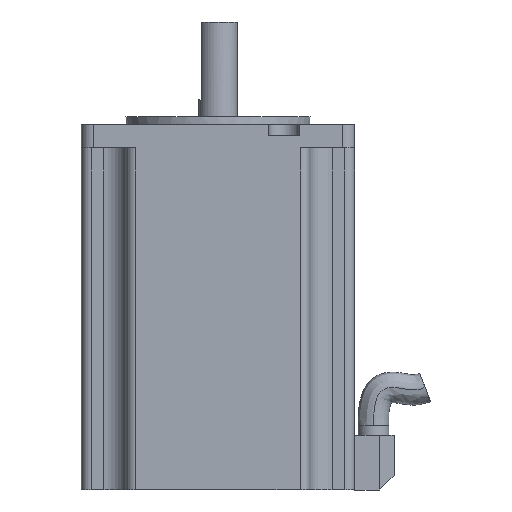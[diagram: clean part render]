
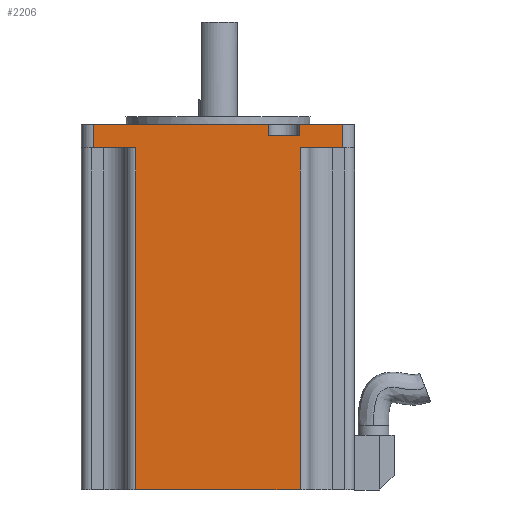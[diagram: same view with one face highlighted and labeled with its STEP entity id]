
A CAD part, left-side view. The second image highlights one B-rep face of the part: STEP entity #2206.
In plain terms, the highlighted planar face has unit normal (-1, 0, 0).
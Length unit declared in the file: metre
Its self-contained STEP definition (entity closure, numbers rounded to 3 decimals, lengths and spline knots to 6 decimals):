
#37=LINE('',#16865,#226);
#78=LINE('',#16962,#267);
#83=LINE('',#16973,#272);
#85=LINE('',#16978,#274);
#138=LINE('',#17120,#327);
#140=LINE('',#17126,#329);
#194=LINE('',#17334,#383);
#202=LINE('',#17364,#391);
#203=LINE('',#17367,#392);
#205=LINE('',#17379,#394);
#209=LINE('',#17390,#398);
#210=LINE('',#17391,#399);
#226=VECTOR('',#2550,1.);
#267=VECTOR('',#2631,1.);
#272=VECTOR('',#2640,1.);
#274=VECTOR('',#2644,1.);
#327=VECTOR('',#2791,1.);
#329=VECTOR('',#2797,1.);
#383=VECTOR('',#3017,1.);
#391=VECTOR('',#3049,1.);
#392=VECTOR('',#3052,1.);
#394=VECTOR('',#3068,1.);
#398=VECTOR('',#3082,1.);
#399=VECTOR('',#3083,1.);
#643=PLANE('',#2446);
#754=FACE_OUTER_BOUND('',#884,.T.);
#884=EDGE_LOOP('',(#1962,#1963,#1964,#1965,#1966,#1967,#1968,#1969,#1970,
#1971,#1972,#1973));
#946=VERTEX_POINT('',#16862);
#947=VERTEX_POINT('',#16864);
#982=VERTEX_POINT('',#16960);
#983=VERTEX_POINT('',#16961);
#986=VERTEX_POINT('',#16969);
#988=VERTEX_POINT('',#16975);
#1031=VERTEX_POINT('',#17118);
#1032=VERTEX_POINT('',#17122);
#1104=VERTEX_POINT('',#17333);
#1113=VERTEX_POINT('',#17360);
#1114=VERTEX_POINT('',#17362);
#1115=VERTEX_POINT('',#17366);
#1169=EDGE_CURVE('',#946,#947,#37,.T.);
#1217=EDGE_CURVE('',#982,#983,#78,.T.);
#1223=EDGE_CURVE('',#983,#986,#83,.T.);
#1225=EDGE_CURVE('',#982,#988,#85,.T.);
#1295=EDGE_CURVE('',#946,#1031,#138,.T.);
#1298=EDGE_CURVE('',#947,#1032,#140,.T.);
#1399=EDGE_CURVE('',#1032,#1104,#194,.T.);
#1415=EDGE_CURVE('',#1114,#1113,#202,.T.);
#1416=EDGE_CURVE('',#1115,#1104,#203,.T.);
#1422=EDGE_CURVE('',#1113,#1031,#205,.T.);
#1428=EDGE_CURVE('',#988,#1115,#209,.T.);
#1429=EDGE_CURVE('',#1114,#986,#210,.T.);
#1962=ORIENTED_EDGE('',*,*,#1217,.F.);
#1963=ORIENTED_EDGE('',*,*,#1225,.T.);
#1964=ORIENTED_EDGE('',*,*,#1428,.T.);
#1965=ORIENTED_EDGE('',*,*,#1416,.T.);
#1966=ORIENTED_EDGE('',*,*,#1399,.F.);
#1967=ORIENTED_EDGE('',*,*,#1298,.F.);
#1968=ORIENTED_EDGE('',*,*,#1169,.F.);
#1969=ORIENTED_EDGE('',*,*,#1295,.T.);
#1970=ORIENTED_EDGE('',*,*,#1422,.F.);
#1971=ORIENTED_EDGE('',*,*,#1415,.F.);
#1972=ORIENTED_EDGE('',*,*,#1429,.T.);
#1973=ORIENTED_EDGE('',*,*,#1223,.F.);
#2206=ADVANCED_FACE('',(#754),#643,.T.);
#2446=AXIS2_PLACEMENT_3D('',#17389,#3080,#3081);
#2550=DIRECTION('',(0.,1.,0.));
#2631=DIRECTION('',(0.,-1.,0.));
#2640=DIRECTION('',(0.,0.,1.));
#2644=DIRECTION('',(0.,0.,1.));
#2791=DIRECTION('',(0.,0.,1.));
#2797=DIRECTION('',(0.,0.,1.));
#3017=DIRECTION('',(0.,1.,0.));
#3049=DIRECTION('',(0.,0.,-1.));
#3052=DIRECTION('',(0.,0.,-1.));
#3068=DIRECTION('',(0.,1.,0.));
#3080=DIRECTION('center_axis',(-1.,0.,0.));
#3081=DIRECTION('ref_axis',(0.,0.,1.));
#3082=DIRECTION('',(0.,1.,0.));
#3083=DIRECTION('',(0.,1.,0.));
#16862=CARTESIAN_POINT('',(-0.028239,-0.013148,0.216835));
#16864=CARTESIAN_POINT('',(-0.028239,0.020732,0.216835));
#16865=CARTESIAN_POINT('',(-0.028239,0.003792,0.216835));
#16960=CARTESIAN_POINT('',(-0.028239,-0.006658,0.289895));
#16961=CARTESIAN_POINT('',(-0.028239,-0.012958,0.289895));
#16962=CARTESIAN_POINT('',(-0.028239,-0.006658,0.289895));
#16969=CARTESIAN_POINT('',(-0.028239,-0.012958,0.292195));
#16973=CARTESIAN_POINT('',(-0.028239,-0.012958,0.289895));
#16975=CARTESIAN_POINT('',(-0.028239,-0.006658,0.292195));
#16978=CARTESIAN_POINT('',(-0.028239,-0.006658,0.289895));
#17118=CARTESIAN_POINT('',(-0.028239,-0.013148,0.287395));
#17120=CARTESIAN_POINT('',(-0.028239,-0.013148,0.216835));
#17122=CARTESIAN_POINT('',(-0.028239,0.020732,0.287395));
#17126=CARTESIAN_POINT('',(-0.028239,0.020732,0.216835));
#17333=CARTESIAN_POINT('',(-0.028239,0.029492,0.287395));
#17334=CARTESIAN_POINT('',(-0.028239,-0.021908,0.287395));
#17360=CARTESIAN_POINT('',(-0.028239,-0.021908,0.287395));
#17362=CARTESIAN_POINT('',(-0.028239,-0.021908,0.292195));
#17364=CARTESIAN_POINT('',(-0.028239,-0.021908,0.292195));
#17366=CARTESIAN_POINT('',(-0.028239,0.029492,0.292195));
#17367=CARTESIAN_POINT('',(-0.028239,0.029492,0.292195));
#17379=CARTESIAN_POINT('',(-0.028239,-0.021908,0.287395));
#17389=CARTESIAN_POINT('Origin',(-0.028239,-0.021908,
0.292195));
#17390=CARTESIAN_POINT('',(-0.028239,-0.021908,0.292195));
#17391=CARTESIAN_POINT('',(-0.028239,-0.021908,0.292195));
